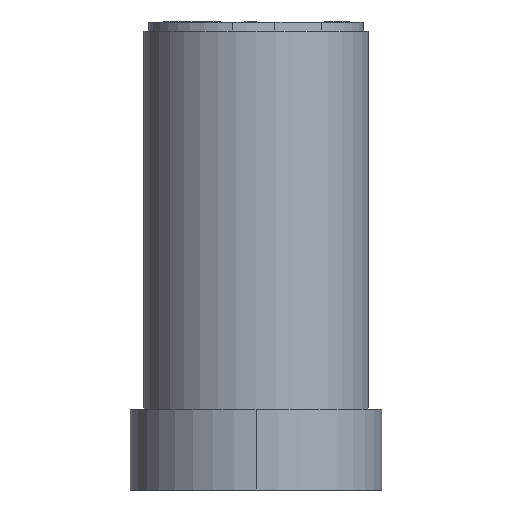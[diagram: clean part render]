
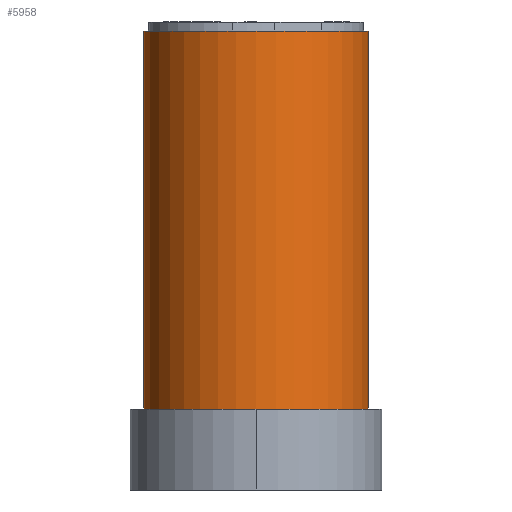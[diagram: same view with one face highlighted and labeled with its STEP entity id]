
A CAD part, left-side view. The second image highlights one B-rep face of the part: STEP entity #5958.
In plain terms, the highlighted cylindrical face has radius 3.175 mm (diameter 6.35 mm), a partial arc.
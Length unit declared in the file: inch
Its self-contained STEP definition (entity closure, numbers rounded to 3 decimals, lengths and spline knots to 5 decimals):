
#666 = VERTEX_POINT ( 'NONE', #1957 ) ;
#667 = VERTEX_POINT ( 'NONE', #1959 ) ;
#677 = VERTEX_POINT ( 'NONE', #1978 ) ;
#680 = VERTEX_POINT ( 'NONE', #1983 ) ;
#1270 = EDGE_CURVE ( 'NONE', #677, #666, #23999, .T. ) ;
#1313 = EDGE_CURVE ( 'NONE', #666, #667, #24060, .T. ) ;
#1957 = CARTESIAN_POINT ( 'NONE',  ( -0.51, -0.125, 0.075 ) ) ;
#1959 = CARTESIAN_POINT ( 'NONE',  ( -0.51, -0.125, 0.495 ) ) ;
#1978 = CARTESIAN_POINT ( 'NONE',  ( -0.51, 0.125, 0.075 ) ) ;
#1983 = CARTESIAN_POINT ( 'NONE',  ( -0.51, 0.125, 0.495 ) ) ;
#5958 = ADVANCED_FACE ( 'NONE', ( #39059 ), #39073, .T. ) ;
#16618 = AXIS2_PLACEMENT_3D ( 'NONE', #18881, #18880, #18875 ) ;
#16933 = AXIS2_PLACEMENT_3D ( 'NONE', #36519, #36520, #36521 ) ;
#17292 = CARTESIAN_POINT ( 'NONE',  ( -0.51, 0., 0.075 ) ) ;
#17294 = DIRECTION ( 'NONE',  ( 0., 0., 1. ) ) ;
#17296 = DIRECTION ( 'NONE',  ( 1., 0., 0. ) ) ;
#17469 = DIRECTION ( 'NONE',  ( 0., 0., 1. ) ) ;
#17480 = CARTESIAN_POINT ( 'NONE',  ( -0.51, -0.125, -1.35835 ) ) ;
#18290 = EDGE_CURVE ( 'NONE', #680, #667, #20110, .T. ) ;
#18310 = EDGE_CURVE ( 'NONE', #680, #677, #20140, .T. ) ;
#18875 = DIRECTION ( 'NONE',  ( 1., 0., 0. ) ) ;
#18880 = DIRECTION ( 'NONE',  ( 0., 0., 1. ) ) ;
#18881 = CARTESIAN_POINT ( 'NONE',  ( -0.51, 0., -1.35835 ) ) ;
#20110 = CIRCLE ( 'NONE', #16933, 0.125 ) ;
#20140 = LINE ( 'NONE', #36563, #20142 ) ;
#20142 = VECTOR ( 'NONE', #36564, 39.37008 ) ;
#23841 = ORIENTED_EDGE ( 'NONE', *, *, #18310, .T. ) ;
#23842 = ORIENTED_EDGE ( 'NONE', *, *, #1270, .T. ) ;
#23843 = ORIENTED_EDGE ( 'NONE', *, *, #1313, .T. ) ;
#23844 = ORIENTED_EDGE ( 'NONE', *, *, #18290, .F. ) ;
#23999 = CIRCLE ( 'NONE', #33013, 0.125 ) ;
#24060 = LINE ( 'NONE', #17480, #24063 ) ;
#24063 = VECTOR ( 'NONE', #17469, 39.37008 ) ;
#31926 = EDGE_LOOP ( 'NONE', ( #23841, #23842, #23843, #23844 ) ) ;
#33013 = AXIS2_PLACEMENT_3D ( 'NONE', #17292, #17294, #17296 ) ;
#36519 = CARTESIAN_POINT ( 'NONE',  ( -0.51, 0., 0.495 ) ) ;
#36520 = DIRECTION ( 'NONE',  ( 0., 0., 1. ) ) ;
#36521 = DIRECTION ( 'NONE',  ( 1., 0., 0. ) ) ;
#36563 = CARTESIAN_POINT ( 'NONE',  ( -0.51, 0.125, -1.35835 ) ) ;
#36564 = DIRECTION ( 'NONE',  ( 0., 0., -1. ) ) ;
#39059 = FACE_OUTER_BOUND ( 'NONE', #31926, .T. ) ;
#39073 = CYLINDRICAL_SURFACE ( 'NONE', #16618, 0.125 ) ;
